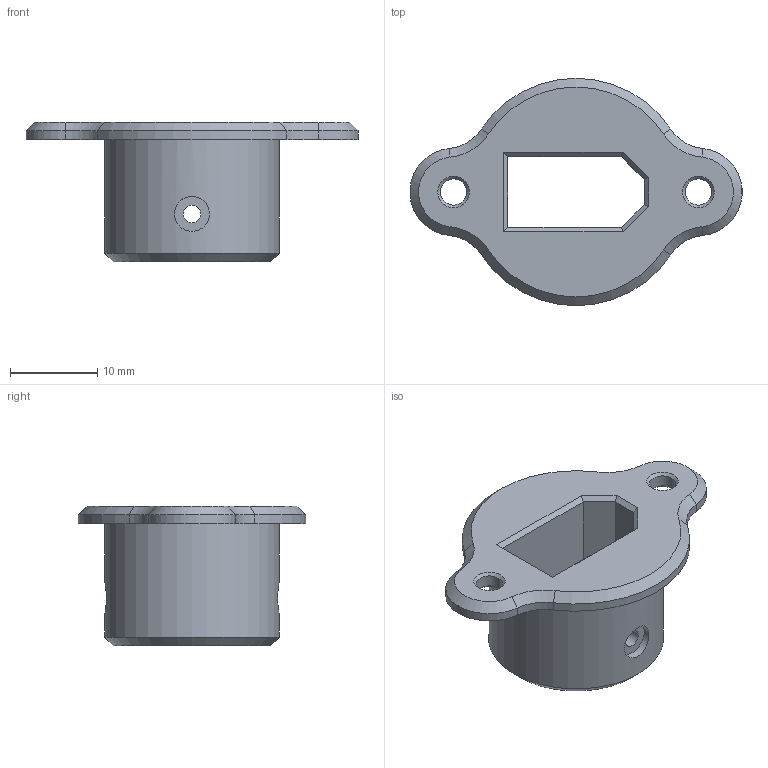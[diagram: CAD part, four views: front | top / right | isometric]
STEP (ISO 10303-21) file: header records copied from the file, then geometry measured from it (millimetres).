
FILE_DESCRIPTION(('FreeCAD Model'),'2;1');
FILE_NAME('Open CASCADE Shape Model','2024-07-29T10:49:04',(''),(''), 'Open CASCADE STEP processor 7.7','FreeCAD','Unknown');
FILE_SCHEMA(('AUTOMOTIVE_DESIGN { 1 0 10303 214 1 1 1 1 }'));
Length unit declared in the file: millimetre
Products named in the file (1): Body
Bounding box: 37.96 x 26 x 16 mm (x, y, z)
Volume: 3598 mm3; surface area: 2793.6 mm2
Topology: 1 solids, 1 shells, 45 faces, 101 edges, 61 vertices
Faces by surface type: plane 17, cylinder 15, cone 13
Full cylindrical faces by diameter (mm): 2 x2, 3 x2, 4 x2, 20 x1
Entity records: 2908 total; most frequent: CARTESIAN_POINT 752, DIRECTION 423, LINE 228, VECTOR 228, ORIENTED_EDGE 202, PCURVE 202, DEFINITIONAL_REPRESENTATION 202, EDGE_CURVE 101
